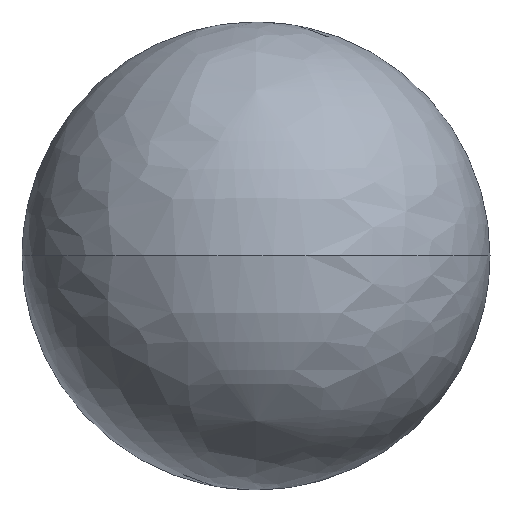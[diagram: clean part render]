
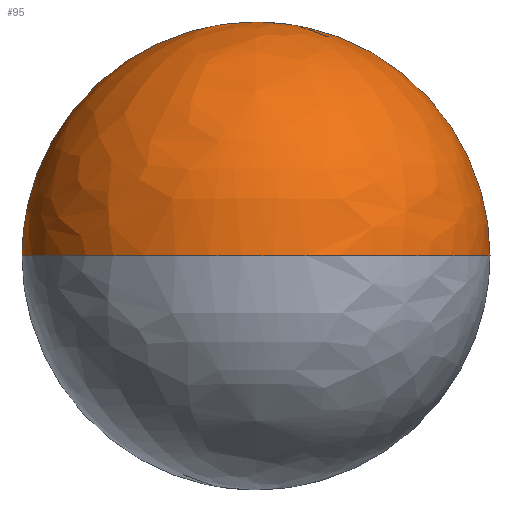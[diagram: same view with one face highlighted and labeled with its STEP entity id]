
A CAD part, top view. The second image highlights one B-rep face of the part: STEP entity #95.
In plain terms, the highlighted free-form (B-spline) face has degree [2, 2] with [5, 3] control points.
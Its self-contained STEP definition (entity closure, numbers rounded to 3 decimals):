
#95=ADVANCED_FACE($,(#149),#672,.T.);
#149=FACE_OUTER_BOUND($,#206,.T.);
#206=EDGE_LOOP($,(#429,#430,#431));
#429=ORIENTED_EDGE($,*,*,#552,.T.);
#430=ORIENTED_EDGE($,*,*,#547,.F.);
#431=ORIENTED_EDGE($,*,*,#553,.T.);
#547=EDGE_CURVE($,#622,#623,#771,.T.);
#552=EDGE_CURVE($,#625,#623,#776,.T.);
#553=EDGE_CURVE($,#622,#625,#777,.T.);
#622=VERTEX_POINT($,#2531);
#623=VERTEX_POINT($,#2532);
#625=VERTEX_POINT($,#2534);
#672=(
BOUNDED_SURFACE()
B_SPLINE_SURFACE(2,2,((#2473,#2474,#2475),(#2476,#2477,#2478),(#2479,#2480,
#2481),(#2482,#2483,#2484),(#2485,#2486,#2487)),.UNSPECIFIED.,.F.,.F.,.F.)
B_SPLINE_SURFACE_WITH_KNOTS((3,2,3),(3,3),(0.,154.332,308.663),
(0.,317.367),.UNSPECIFIED.)
GEOMETRIC_REPRESENTATION_ITEM()
RATIONAL_B_SPLINE_SURFACE(((1.,0.707,1.),(0.707,
0.5,0.707),(1.,0.707,1.),(0.707,0.5,
0.707),(1.,0.707,1.)))
REPRESENTATION_ITEM($)
SURFACE()
);
#771=(
BOUNDED_CURVE()
B_SPLINE_CURVE(2,(#2262,#2263,#2264,#2265,#2266),.UNSPECIFIED.,.F.,.F.)
B_SPLINE_CURVE_WITH_KNOTS((3,2,3),(0.,154.332,308.663),
.UNSPECIFIED.)
CURVE()
GEOMETRIC_REPRESENTATION_ITEM()
RATIONAL_B_SPLINE_CURVE((1.,0.707,1.,0.707,1.))
REPRESENTATION_ITEM($)
);
#776=(
BOUNDED_CURVE()
B_SPLINE_CURVE(2,(#2279,#2280,#2281),.UNSPECIFIED.,.F.,.F.)
B_SPLINE_CURVE_WITH_KNOTS((3,3),(0.,317.367),.UNSPECIFIED.)
CURVE()
GEOMETRIC_REPRESENTATION_ITEM()
RATIONAL_B_SPLINE_CURVE((1.,0.707,1.))
REPRESENTATION_ITEM($)
);
#777=(
BOUNDED_CURVE()
B_SPLINE_CURVE(2,(#2282,#2283,#2284),.UNSPECIFIED.,.F.,.F.)
B_SPLINE_CURVE_WITH_KNOTS((3,3),(-317.367,0.),.UNSPECIFIED.)
CURVE()
GEOMETRIC_REPRESENTATION_ITEM()
RATIONAL_B_SPLINE_CURVE((1.,0.707,1.))
REPRESENTATION_ITEM($)
);
#2262=CARTESIAN_POINT($,(210.,0.,524.59));
#2263=CARTESIAN_POINT($,(210.,0.,734.59));
#2264=CARTESIAN_POINT($,(0.,0.,734.59));
#2265=CARTESIAN_POINT($,(-210.,0.,734.59));
#2266=CARTESIAN_POINT($,(-210.,0.,524.59));
#2279=CARTESIAN_POINT($,(0.,210.,524.59));
#2280=CARTESIAN_POINT($,(-210.,210.,524.59));
#2281=CARTESIAN_POINT($,(-210.,0.,524.59));
#2282=CARTESIAN_POINT($,(210.,0.,524.59));
#2283=CARTESIAN_POINT($,(210.,210.,524.59));
#2284=CARTESIAN_POINT($,(0.,210.,524.59));
#2473=CARTESIAN_POINT($,(0.,210.,524.59));
#2474=CARTESIAN_POINT($,(210.,210.,524.59));
#2475=CARTESIAN_POINT($,(210.,0.,524.59));
#2476=CARTESIAN_POINT($,(0.,210.,524.59));
#2477=CARTESIAN_POINT($,(210.,210.,734.59));
#2478=CARTESIAN_POINT($,(210.,0.,734.59));
#2479=CARTESIAN_POINT($,(0.,210.,524.59));
#2480=CARTESIAN_POINT($,(0.,210.,734.59));
#2481=CARTESIAN_POINT($,(0.,0.,734.59));
#2482=CARTESIAN_POINT($,(0.,210.,524.59));
#2483=CARTESIAN_POINT($,(-210.,210.,734.59));
#2484=CARTESIAN_POINT($,(-210.,0.,734.59));
#2485=CARTESIAN_POINT($,(0.,210.,524.59));
#2486=CARTESIAN_POINT($,(-210.,210.,524.59));
#2487=CARTESIAN_POINT($,(-210.,0.,524.59));
#2531=CARTESIAN_POINT($,(210.,0.,524.59));
#2532=CARTESIAN_POINT($,(-210.,0.,524.59));
#2534=CARTESIAN_POINT($,(0.,210.,524.59));
